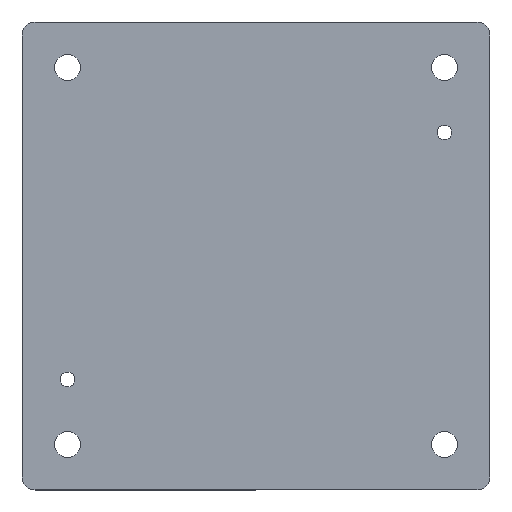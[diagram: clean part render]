
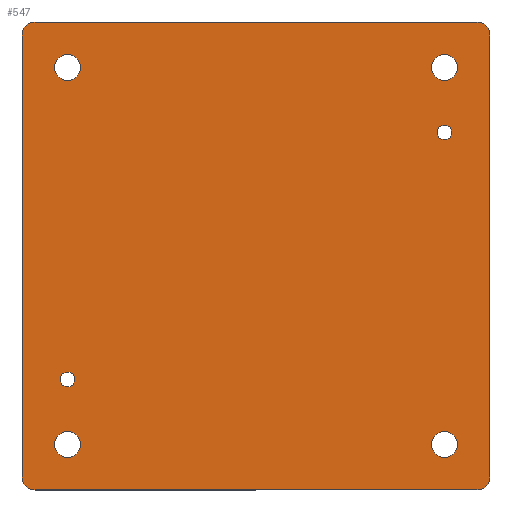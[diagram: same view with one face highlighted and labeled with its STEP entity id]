
A CAD part, top view. The second image highlights one B-rep face of the part: STEP entity #547.
In plain terms, the highlighted planar face has unit normal (0, 0, 1).
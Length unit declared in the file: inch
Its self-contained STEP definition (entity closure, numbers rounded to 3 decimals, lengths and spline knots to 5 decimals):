
#3 = VERTEX_POINT ( 'NONE', #458 ) ;
#8 = EDGE_CURVE ( 'NONE', #433, #483, #240, .T. ) ;
#11 = DIRECTION ( 'NONE',  ( 1., 0., 0. ) ) ;
#13 = AXIS2_PLACEMENT_3D ( 'NONE', #288, #56, #382 ) ;
#14 = CIRCLE ( 'NONE', #276, 0.14065 ) ;
#16 = CARTESIAN_POINT ( 'NONE',  ( 4.25, -4.25, 0. ) ) ;
#26 = AXIS2_PLACEMENT_3D ( 'NONE', #318, #158, #514 ) ;
#40 = DIRECTION ( 'NONE',  ( 0., 0., -1. ) ) ;
#42 = VERTEX_POINT ( 'NONE', #165 ) ;
#44 = DIRECTION ( 'NONE',  ( 1., 0., 0. ) ) ;
#46 = DIRECTION ( 'NONE',  ( 1., 0., 0. ) ) ;
#48 = CIRCLE ( 'NONE', #372, 0.25 ) ;
#54 = ORIENTED_EDGE ( 'NONE', *, *, #564, .T. ) ;
#55 = DIRECTION ( 'NONE',  ( 1., 0., 0. ) ) ;
#56 = DIRECTION ( 'NONE',  ( 0., 0., -1. ) ) ;
#58 = FACE_OUTER_BOUND ( 'NONE', #349, .T. ) ;
#60 = EDGE_CURVE ( 'NONE', #520, #454, #269, .T. ) ;
#63 = DIRECTION ( 'NONE',  ( 0., 0., -1. ) ) ;
#68 = DIRECTION ( 'NONE',  ( -1., 0., 0. ) ) ;
#71 = DIRECTION ( 'NONE',  ( 0., 0., -1. ) ) ;
#83 = ORIENTED_EDGE ( 'NONE', *, *, #8, .F. ) ;
#86 = DIRECTION ( 'NONE',  ( 1., 0., 0. ) ) ;
#87 = ORIENTED_EDGE ( 'NONE', *, *, #223, .F. ) ;
#93 = ORIENTED_EDGE ( 'NONE', *, *, #501, .F. ) ;
#101 = DIRECTION ( 'NONE',  ( 0., 0., -1. ) ) ;
#103 = CARTESIAN_POINT ( 'NONE',  ( -4.5, 0., 0. ) ) ;
#104 = VERTEX_POINT ( 'NONE', #473 ) ;
#105 = DIRECTION ( 'NONE',  ( 1., 0., 0. ) ) ;
#109 = EDGE_CURVE ( 'NONE', #104, #104, #222, .T. ) ;
#112 = ORIENTED_EDGE ( 'NONE', *, *, #60, .F. ) ;
#122 = CARTESIAN_POINT ( 'NONE',  ( -3.48435, -2.375, 0. ) ) ;
#126 = EDGE_LOOP ( 'NONE', ( #54 ) ) ;
#132 = DIRECTION ( 'NONE',  ( 1., 0., 0. ) ) ;
#143 = FACE_BOUND ( 'NONE', #213, .T. ) ;
#154 = VERTEX_POINT ( 'NONE', #453 ) ;
#158 = DIRECTION ( 'NONE',  ( 0., 0., 1. ) ) ;
#160 = CIRCLE ( 'NONE', #266, 0.1405 ) ;
#165 = CARTESIAN_POINT ( 'NONE',  ( 3.875, 3.625, 0. ) ) ;
#172 = DIRECTION ( 'NONE',  ( 1., 0., 0. ) ) ;
#174 = CARTESIAN_POINT ( 'NONE',  ( 4.5, -4.25, 0. ) ) ;
#175 = CIRCLE ( 'NONE', #287, 0.25 ) ;
#177 = EDGE_CURVE ( 'NONE', #3, #3, #160, .T. ) ;
#178 = ORIENTED_EDGE ( 'NONE', *, *, #432, .T. ) ;
#179 = DIRECTION ( 'NONE',  ( 0., -1., 0. ) ) ;
#181 = CARTESIAN_POINT ( 'NONE',  ( -3.625, 3.625, 0. ) ) ;
#186 = VECTOR ( 'NONE', #68, 39.37008 ) ;
#192 = CARTESIAN_POINT ( 'NONE',  ( -3.375, -3.625, 0. ) ) ;
#193 = CIRCLE ( 'NONE', #13, 0.25 ) ;
#201 = EDGE_LOOP ( 'NONE', ( #205 ) ) ;
#202 = DIRECTION ( 'NONE',  ( 0., 0., -1. ) ) ;
#205 = ORIENTED_EDGE ( 'NONE', *, *, #177, .T. ) ;
#213 = EDGE_LOOP ( 'NONE', ( #178 ) ) ;
#218 = LINE ( 'NONE', #265, #368 ) ;
#219 = ORIENTED_EDGE ( 'NONE', *, *, #424, .F. ) ;
#221 = CARTESIAN_POINT ( 'NONE',  ( -3.625, -2.375, 0. ) ) ;
#222 = CIRCLE ( 'NONE', #410, 0.25 ) ;
#223 = EDGE_CURVE ( 'NONE', #154, #433, #481, .T. ) ;
#225 = EDGE_LOOP ( 'NONE', ( #513 ) ) ;
#232 = VERTEX_POINT ( 'NONE', #192 ) ;
#234 = AXIS2_PLACEMENT_3D ( 'NONE', #181, #71, #311 ) ;
#236 = EDGE_CURVE ( 'NONE', #232, #232, #193, .T. ) ;
#240 = LINE ( 'NONE', #103, #435 ) ;
#249 = VERTEX_POINT ( 'NONE', #558 ) ;
#251 = CARTESIAN_POINT ( 'NONE',  ( -4.5, -4.25, 0. ) ) ;
#265 = CARTESIAN_POINT ( 'NONE',  ( 0., 4.5, 0. ) ) ;
#266 = AXIS2_PLACEMENT_3D ( 'NONE', #447, #40, #172 ) ;
#269 = LINE ( 'NONE', #308, #552 ) ;
#273 = FACE_BOUND ( 'NONE', #126, .T. ) ;
#275 = AXIS2_PLACEMENT_3D ( 'NONE', #467, #101, #105 ) ;
#276 = AXIS2_PLACEMENT_3D ( 'NONE', #221, #532, #86 ) ;
#280 = DIRECTION ( 'NONE',  ( 0., 0., -1. ) ) ;
#282 = CARTESIAN_POINT ( 'NONE',  ( 4.5, 4.25, 0. ) ) ;
#287 = AXIS2_PLACEMENT_3D ( 'NONE', #326, #280, #44 ) ;
#288 = CARTESIAN_POINT ( 'NONE',  ( -3.625, -3.625, 0. ) ) ;
#308 = CARTESIAN_POINT ( 'NONE',  ( 4.5, 0., 0. ) ) ;
#311 = DIRECTION ( 'NONE',  ( 1., 0., 0. ) ) ;
#313 = CARTESIAN_POINT ( 'NONE',  ( 3.625, -3.625, 0. ) ) ;
#318 = CARTESIAN_POINT ( 'NONE',  ( 0., 0., 0. ) ) ;
#326 = CARTESIAN_POINT ( 'NONE',  ( 4.25, 4.25, 0. ) ) ;
#335 = FACE_BOUND ( 'NONE', #476, .T. ) ;
#337 = EDGE_CURVE ( 'NONE', #475, #154, #508, .T. ) ;
#340 = EDGE_LOOP ( 'NONE', ( #341 ) ) ;
#341 = ORIENTED_EDGE ( 'NONE', *, *, #236, .T. ) ;
#349 = EDGE_LOOP ( 'NONE', ( #83, #87, #556, #369, #112, #493, #219, #93 ) ) ;
#352 = CARTESIAN_POINT ( 'NONE',  ( 4.25, -4.5, 0. ) ) ;
#356 = VERTEX_POINT ( 'NONE', #122 ) ;
#367 = VERTEX_POINT ( 'NONE', #374 ) ;
#368 = VECTOR ( 'NONE', #132, 39.37008 ) ;
#369 = ORIENTED_EDGE ( 'NONE', *, *, #549, .F. ) ;
#372 = AXIS2_PLACEMENT_3D ( 'NONE', #16, #202, #408 ) ;
#374 = CARTESIAN_POINT ( 'NONE',  ( -3.375, 3.625, 0. ) ) ;
#377 = PLANE ( 'NONE',  #26 ) ;
#380 = EDGE_CURVE ( 'NONE', #249, #520, #175, .T. ) ;
#382 = DIRECTION ( 'NONE',  ( 1., 0., 0. ) ) ;
#386 = CIRCLE ( 'NONE', #411, 0.25 ) ;
#393 = DIRECTION ( 'NONE',  ( 0., 0., -1. ) ) ;
#408 = DIRECTION ( 'NONE',  ( 1., 0., 0. ) ) ;
#410 = AXIS2_PLACEMENT_3D ( 'NONE', #313, #393, #46 ) ;
#411 = AXIS2_PLACEMENT_3D ( 'NONE', #466, #426, #55 ) ;
#421 = FACE_BOUND ( 'NONE', #201, .T. ) ;
#424 = EDGE_CURVE ( 'NONE', #563, #249, #218, .T. ) ;
#426 = DIRECTION ( 'NONE',  ( 0., 0., -1. ) ) ;
#432 = EDGE_CURVE ( 'NONE', #367, #367, #449, .T. ) ;
#433 = VERTEX_POINT ( 'NONE', #251 ) ;
#435 = VECTOR ( 'NONE', #465, 39.37008 ) ;
#447 = CARTESIAN_POINT ( 'NONE',  ( 3.625, 2.375, 0. ) ) ;
#449 = CIRCLE ( 'NONE', #234, 0.25 ) ;
#453 = CARTESIAN_POINT ( 'NONE',  ( -4.25, -4.5, 0. ) ) ;
#454 = VERTEX_POINT ( 'NONE', #174 ) ;
#458 = CARTESIAN_POINT ( 'NONE',  ( 3.7655, 2.375, 0. ) ) ;
#465 = DIRECTION ( 'NONE',  ( 0., 1., 0. ) ) ;
#466 = CARTESIAN_POINT ( 'NONE',  ( -4.25, 4.25, 0. ) ) ;
#467 = CARTESIAN_POINT ( 'NONE',  ( -4.25, -4.25, 0. ) ) ;
#473 = CARTESIAN_POINT ( 'NONE',  ( 3.875, -3.625, 0. ) ) ;
#474 = CARTESIAN_POINT ( 'NONE',  ( 0., -4.5, 0. ) ) ;
#475 = VERTEX_POINT ( 'NONE', #352 ) ;
#476 = EDGE_LOOP ( 'NONE', ( #566 ) ) ;
#481 = CIRCLE ( 'NONE', #275, 0.25 ) ;
#483 = VERTEX_POINT ( 'NONE', #572 ) ;
#492 = EDGE_CURVE ( 'NONE', #356, #356, #14, .T. ) ;
#493 = ORIENTED_EDGE ( 'NONE', *, *, #380, .F. ) ;
#500 = CARTESIAN_POINT ( 'NONE',  ( 3.625, 3.625, 0. ) ) ;
#501 = EDGE_CURVE ( 'NONE', #483, #563, #386, .T. ) ;
#508 = LINE ( 'NONE', #474, #186 ) ;
#513 = ORIENTED_EDGE ( 'NONE', *, *, #109, .T. ) ;
#514 = DIRECTION ( 'NONE',  ( 1., 0., 0. ) ) ;
#520 = VERTEX_POINT ( 'NONE', #282 ) ;
#532 = DIRECTION ( 'NONE',  ( 0., 0., -1. ) ) ;
#544 = FACE_BOUND ( 'NONE', #340, .T. ) ;
#545 = CIRCLE ( 'NONE', #577, 0.25 ) ;
#547 = ADVANCED_FACE ( 'NONE', ( #544, #421, #335, #273, #143, #557, #58 ), #377, .T. ) ;
#549 = EDGE_CURVE ( 'NONE', #454, #475, #48, .T. ) ;
#552 = VECTOR ( 'NONE', #179, 39.37008 ) ;
#556 = ORIENTED_EDGE ( 'NONE', *, *, #337, .F. ) ;
#557 = FACE_BOUND ( 'NONE', #225, .T. ) ;
#558 = CARTESIAN_POINT ( 'NONE',  ( 4.25, 4.5, 0. ) ) ;
#560 = CARTESIAN_POINT ( 'NONE',  ( -4.25, 4.5, 0. ) ) ;
#563 = VERTEX_POINT ( 'NONE', #560 ) ;
#564 = EDGE_CURVE ( 'NONE', #42, #42, #545, .T. ) ;
#566 = ORIENTED_EDGE ( 'NONE', *, *, #492, .T. ) ;
#572 = CARTESIAN_POINT ( 'NONE',  ( -4.5, 4.25, 0. ) ) ;
#577 = AXIS2_PLACEMENT_3D ( 'NONE', #500, #63, #11 ) ;
